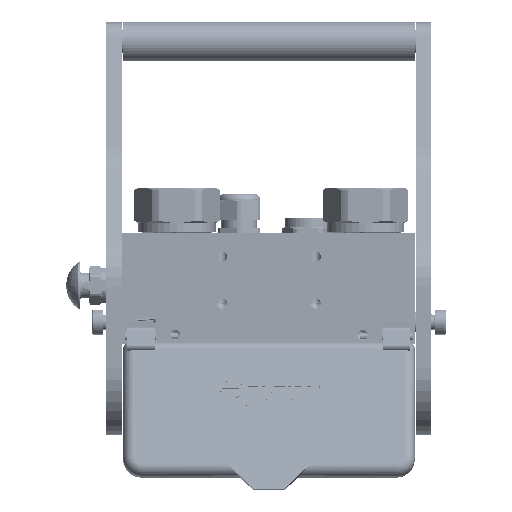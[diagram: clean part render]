
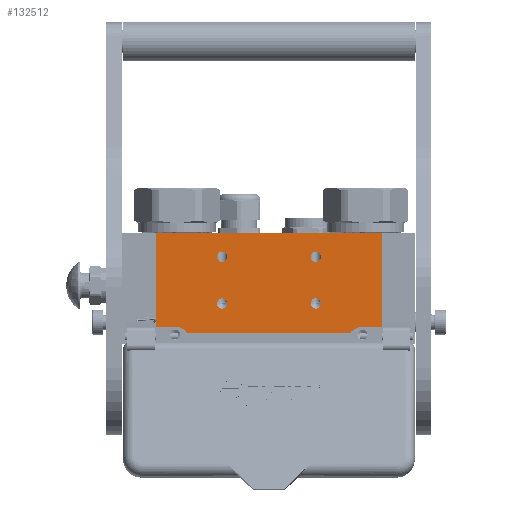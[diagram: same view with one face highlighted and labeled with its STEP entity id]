
A CAD part, left-side view. The second image highlights one B-rep face of the part: STEP entity #132512.
In plain terms, the highlighted face is planar.
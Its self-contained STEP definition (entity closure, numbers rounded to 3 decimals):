
#922 = DIRECTION ( 'NONE',  ( 0., -1., 0. ) ) ;
#1766 = EDGE_CURVE ( 'NONE', #99572, #37984, #20150, .T. ) ;
#3896 = CARTESIAN_POINT ( 'NONE',  ( 34., 70., -108. ) ) ;
#4896 = ORIENTED_EDGE ( 'NONE', *, *, #81983, .F. ) ;
#5225 = CARTESIAN_POINT ( 'NONE',  ( 64., 45., -108. ) ) ;
#6697 = CARTESIAN_POINT ( 'NONE',  ( 64., 45., -108. ) ) ;
#8747 = CARTESIAN_POINT ( 'NONE',  ( 64., 48.3, -108. ) ) ;
#9836 = VERTEX_POINT ( 'NONE', #45027 ) ;
#11295 = VERTEX_POINT ( 'NONE', #157904 ) ;
#11303 = ORIENTED_EDGE ( 'NONE', *, *, #47943, .F. ) ;
#13561 = VERTEX_POINT ( 'NONE', #47182 ) ;
#16691 = DIRECTION ( 'NONE',  ( 0., 0., -1. ) ) ;
#16832 = DIRECTION ( 'NONE',  ( 0., 0., -1. ) ) ;
#19375 = ORIENTED_EDGE ( 'NONE', *, *, #43731, .F. ) ;
#20038 = DIRECTION ( 'NONE',  ( 0., 1., 0. ) ) ;
#20150 = CIRCLE ( 'NONE', #105090, 3.3 ) ;
#20331 = ORIENTED_EDGE ( 'NONE', *, *, #83600, .T. ) ;
#20677 = ORIENTED_EDGE ( 'NONE', *, *, #62306, .F. ) ;
#21588 = EDGE_CURVE ( 'NONE', #9836, #96345, #42546, .T. ) ;
#22326 = CIRCLE ( 'NONE', #131881, 3.3 ) ;
#23069 = CARTESIAN_POINT ( 'NONE',  ( 124., 41.7, -108. ) ) ;
#25404 = CIRCLE ( 'NONE', #75810, 10. ) ;
#26150 = EDGE_LOOP ( 'NONE', ( #53437, #103428, #20331, #85515, #166785, #11303, #123013, #56288 ) ) ;
#26463 = DIRECTION ( 'NONE',  ( 0., 0., -1. ) ) ;
#29984 = DIRECTION ( 'NONE',  ( 0.815, -0.58, 0. ) ) ;
#31601 = DIRECTION ( 'NONE',  ( 0., 0., -1. ) ) ;
#32103 = AXIS2_PLACEMENT_3D ( 'NONE', #92134, #78841, #38955 ) ;
#32105 = ORIENTED_EDGE ( 'NONE', *, *, #1766, .F. ) ;
#33043 = VERTEX_POINT ( 'NONE', #123179 ) ;
#35620 = CARTESIAN_POINT ( 'NONE',  ( 124., 11.7, -108. ) ) ;
#37984 = VERTEX_POINT ( 'NONE', #51717 ) ;
#38955 = DIRECTION ( 'NONE',  ( 0., -1., 0. ) ) ;
#39450 = DIRECTION ( 'NONE',  ( 0., 0., -1. ) ) ;
#39501 = EDGE_LOOP ( 'NONE', ( #81952, #4896 ) ) ;
#42546 = LINE ( 'NONE', #128707, #158601 ) ;
#43731 = EDGE_CURVE ( 'NONE', #58217, #110040, #136962, .T. ) ;
#44972 = VECTOR ( 'NONE', #165682, 1000. ) ;
#45027 = CARTESIAN_POINT ( 'NONE',  ( 166.7, 0., -108. ) ) ;
#45053 = FACE_BOUND ( 'NONE', #39501, .T. ) ;
#45269 = CARTESIAN_POINT ( 'NONE',  ( 64., 15., -108. ) ) ;
#47182 = CARTESIAN_POINT ( 'NONE',  ( 42.146, 64.2, -108. ) ) ;
#47520 = ORIENTED_EDGE ( 'NONE', *, *, #97169, .F. ) ;
#47943 = EDGE_CURVE ( 'NONE', #11295, #13561, #66995, .T. ) ;
#48586 = VERTEX_POINT ( 'NONE', #171380 ) ;
#51057 = DIRECTION ( 'NONE',  ( 0., -1., 0. ) ) ;
#51717 = CARTESIAN_POINT ( 'NONE',  ( 124., 48.3, -108. ) ) ;
#53437 = ORIENTED_EDGE ( 'NONE', *, *, #164424, .F. ) ;
#55350 = VERTEX_POINT ( 'NONE', #8747 ) ;
#55856 = CARTESIAN_POINT ( 'NONE',  ( 145.854, 64.2, -108. ) ) ;
#56288 = ORIENTED_EDGE ( 'NONE', *, *, #73334, .F. ) ;
#56304 = LINE ( 'NONE', #140700, #157927 ) ;
#56538 = VERTEX_POINT ( 'NONE', #99274 ) ;
#56555 = DIRECTION ( 'NONE',  ( 0., 1., 0. ) ) ;
#56895 = ORIENTED_EDGE ( 'NONE', *, *, #85148, .F. ) ;
#57636 = LINE ( 'NONE', #132390, #128066 ) ;
#58217 = VERTEX_POINT ( 'NONE', #35620 ) ;
#58467 = DIRECTION ( 'NONE',  ( 0., 0., -1. ) ) ;
#59730 = DIRECTION ( 'NONE',  ( -1., 0., 0. ) ) ;
#60837 = DIRECTION ( 'NONE',  ( 0., 0., -1. ) ) ;
#61923 = CARTESIAN_POINT ( 'NONE',  ( 21.3, 60., -108. ) ) ;
#62306 = EDGE_CURVE ( 'NONE', #56538, #136515, #151351, .T. ) ;
#63480 = CARTESIAN_POINT ( 'NONE',  ( 154., 70., -108. ) ) ;
#63630 = AXIS2_PLACEMENT_3D ( 'NONE', #64619, #26463, #922 ) ;
#64619 = CARTESIAN_POINT ( 'NONE',  ( 124., 15., -108. ) ) ;
#66995 = LINE ( 'NONE', #55856, #87838 ) ;
#69325 = AXIS2_PLACEMENT_3D ( 'NONE', #6697, #31601, #20038 ) ;
#71070 = EDGE_CURVE ( 'NONE', #116175, #55350, #140278, .T. ) ;
#73334 = EDGE_CURVE ( 'NONE', #168742, #158723, #57636, .T. ) ;
#75463 = DIRECTION ( 'NONE',  ( -1., 0., 0. ) ) ;
#75810 = AXIS2_PLACEMENT_3D ( 'NONE', #3896, #16691, #29984 ) ;
#78841 = DIRECTION ( 'NONE',  ( 0., 0., -1. ) ) ;
#81952 = ORIENTED_EDGE ( 'NONE', *, *, #71070, .F. ) ;
#81983 = EDGE_CURVE ( 'NONE', #55350, #116175, #164513, .T. ) ;
#83600 = EDGE_CURVE ( 'NONE', #96345, #33043, #56304, .T. ) ;
#85148 = EDGE_CURVE ( 'NONE', #136515, #56538, #142285, .T. ) ;
#85515 = ORIENTED_EDGE ( 'NONE', *, *, #149646, .T. ) ;
#85735 = DIRECTION ( 'NONE',  ( 0., 1., 0. ) ) ;
#87838 = VECTOR ( 'NONE', #109044, 1000. ) ;
#92134 = CARTESIAN_POINT ( 'NONE',  ( 64., 15., -108. ) ) ;
#93033 = VECTOR ( 'NONE', #155252, 1000. ) ;
#93063 = EDGE_LOOP ( 'NONE', ( #19375, #47520 ) ) ;
#94486 = EDGE_CURVE ( 'NONE', #13561, #48586, #25404, .T. ) ;
#95475 = CARTESIAN_POINT ( 'NONE',  ( 124., 45., -108. ) ) ;
#96345 = VERTEX_POINT ( 'NONE', #142439 ) ;
#97169 = EDGE_CURVE ( 'NONE', #110040, #58217, #154579, .T. ) ;
#99274 = CARTESIAN_POINT ( 'NONE',  ( 64., 18.3, -108. ) ) ;
#99572 = VERTEX_POINT ( 'NONE', #23069 ) ;
#99901 = EDGE_LOOP ( 'NONE', ( #56895, #20677 ) ) ;
#100781 = CARTESIAN_POINT ( 'NONE',  ( 166.7, 0., -108. ) ) ;
#101278 = AXIS2_PLACEMENT_3D ( 'NONE', #5225, #58467, #110492 ) ;
#103428 = ORIENTED_EDGE ( 'NONE', *, *, #21588, .T. ) ;
#103947 = DIRECTION ( 'NONE',  ( 0., 0., -1. ) ) ;
#104203 = AXIS2_PLACEMENT_3D ( 'NONE', #63480, #103947, #143999 ) ;
#105090 = AXIS2_PLACEMENT_3D ( 'NONE', #170345, #39450, #51057 ) ;
#105712 = DIRECTION ( 'NONE',  ( -1., 0., 0. ) ) ;
#107029 = FACE_BOUND ( 'NONE', #159816, .T. ) ;
#109044 = DIRECTION ( 'NONE',  ( -1., 0., 0. ) ) ;
#110040 = VERTEX_POINT ( 'NONE', #120740 ) ;
#110492 = DIRECTION ( 'NONE',  ( 0., -1., 0. ) ) ;
#111706 = DIRECTION ( 'NONE',  ( 0., 0., -1. ) ) ;
#114073 = PLANE ( 'NONE',  #166684 ) ;
#116175 = VERTEX_POINT ( 'NONE', #148282 ) ;
#120740 = CARTESIAN_POINT ( 'NONE',  ( 124., 18.3, -108. ) ) ;
#122371 = AXIS2_PLACEMENT_3D ( 'NONE', #45269, #111706, #164561 ) ;
#122800 = CARTESIAN_POINT ( 'NONE',  ( 64., 11.7, -108. ) ) ;
#123013 = ORIENTED_EDGE ( 'NONE', *, *, #144656, .F. ) ;
#123105 = CARTESIAN_POINT ( 'NONE',  ( 124., 15., -108. ) ) ;
#123179 = CARTESIAN_POINT ( 'NONE',  ( 21.3, 60., -108. ) ) ;
#124138 = LINE ( 'NONE', #61923, #93033 ) ;
#125768 = CARTESIAN_POINT ( 'NONE',  ( 154., 60., -108. ) ) ;
#127264 = AXIS2_PLACEMENT_3D ( 'NONE', #123105, #151006, #56555 ) ;
#128066 = VECTOR ( 'NONE', #105712, 1000. ) ;
#128707 = CARTESIAN_POINT ( 'NONE',  ( 166.7, 0., -108. ) ) ;
#131881 = AXIS2_PLACEMENT_3D ( 'NONE', #95475, #16832, #148836 ) ;
#132390 = CARTESIAN_POINT ( 'NONE',  ( 166.7, 60., -108. ) ) ;
#132512 = ADVANCED_FACE ( 'NONE', ( #107029, #134020, #45053, #140423, #142379 ), #114073, .T. ) ;
#134020 = FACE_BOUND ( 'NONE', #93063, .T. ) ;
#136515 = VERTEX_POINT ( 'NONE', #122800 ) ;
#136962 = CIRCLE ( 'NONE', #63630, 3.3 ) ;
#139546 = CARTESIAN_POINT ( 'NONE',  ( 166.7, 0., -108. ) ) ;
#140278 = CIRCLE ( 'NONE', #101278, 3.3 ) ;
#140423 = FACE_BOUND ( 'NONE', #99901, .T. ) ;
#140700 = CARTESIAN_POINT ( 'NONE',  ( 21.3, 0., -108. ) ) ;
#142285 = CIRCLE ( 'NONE', #32103, 3.3 ) ;
#142379 = FACE_OUTER_BOUND ( 'NONE', #26150, .T. ) ;
#142439 = CARTESIAN_POINT ( 'NONE',  ( 21.3, 0., -108. ) ) ;
#143999 = DIRECTION ( 'NONE',  ( 0., -1., 0. ) ) ;
#144656 = EDGE_CURVE ( 'NONE', #158723, #11295, #164926, .T. ) ;
#148282 = CARTESIAN_POINT ( 'NONE',  ( 64., 41.7, -108. ) ) ;
#148487 = LINE ( 'NONE', #139546, #44972 ) ;
#148836 = DIRECTION ( 'NONE',  ( 0., 1., 0. ) ) ;
#149646 = EDGE_CURVE ( 'NONE', #33043, #48586, #124138, .T. ) ;
#151006 = DIRECTION ( 'NONE',  ( 0., 0., -1. ) ) ;
#151351 = CIRCLE ( 'NONE', #122371, 3.3 ) ;
#154579 = CIRCLE ( 'NONE', #127264, 3.3 ) ;
#155252 = DIRECTION ( 'NONE',  ( 1., 0., 0. ) ) ;
#157904 = CARTESIAN_POINT ( 'NONE',  ( 145.854, 64.2, -108. ) ) ;
#157927 = VECTOR ( 'NONE', #85735, 1000. ) ;
#158080 = ORIENTED_EDGE ( 'NONE', *, *, #171417, .F. ) ;
#158601 = VECTOR ( 'NONE', #75463, 1000. ) ;
#158723 = VERTEX_POINT ( 'NONE', #125768 ) ;
#159816 = EDGE_LOOP ( 'NONE', ( #32105, #158080 ) ) ;
#163859 = CARTESIAN_POINT ( 'NONE',  ( 166.7, 60., -108. ) ) ;
#164424 = EDGE_CURVE ( 'NONE', #9836, #168742, #148487, .T. ) ;
#164513 = CIRCLE ( 'NONE', #69325, 3.3 ) ;
#164561 = DIRECTION ( 'NONE',  ( 0., 1., 0. ) ) ;
#164926 = CIRCLE ( 'NONE', #104203, 10. ) ;
#165682 = DIRECTION ( 'NONE',  ( 0., 1., 0. ) ) ;
#166684 = AXIS2_PLACEMENT_3D ( 'NONE', #100781, #60837, #59730 ) ;
#166785 = ORIENTED_EDGE ( 'NONE', *, *, #94486, .F. ) ;
#168742 = VERTEX_POINT ( 'NONE', #163859 ) ;
#170345 = CARTESIAN_POINT ( 'NONE',  ( 124., 45., -108. ) ) ;
#171380 = CARTESIAN_POINT ( 'NONE',  ( 34., 60., -108. ) ) ;
#171417 = EDGE_CURVE ( 'NONE', #37984, #99572, #22326, .T. ) ;
